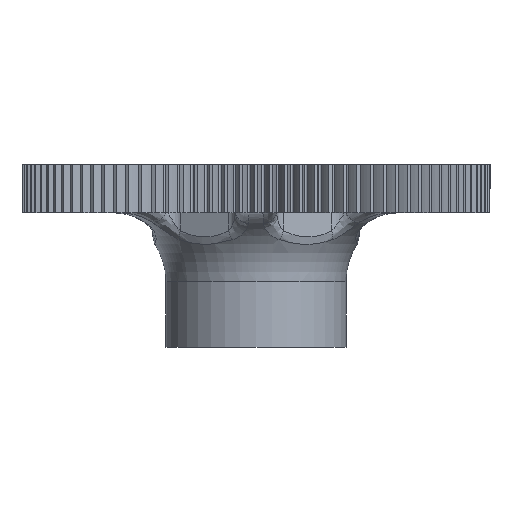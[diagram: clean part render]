
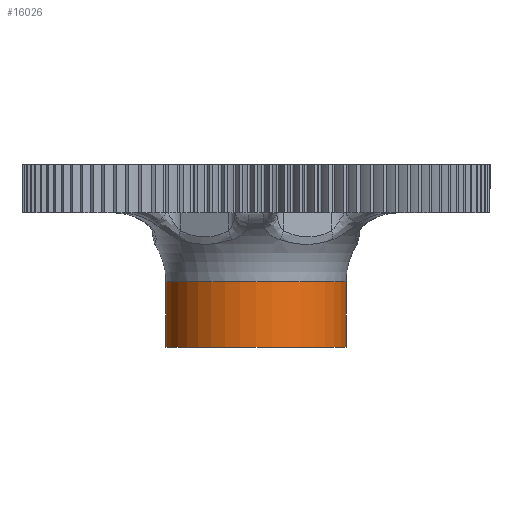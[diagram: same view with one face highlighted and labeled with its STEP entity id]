
A CAD part, front view. The second image highlights one B-rep face of the part: STEP entity #16026.
In plain terms, the highlighted cylindrical face has radius 13.082 mm (diameter 26.163 mm), a partial arc.
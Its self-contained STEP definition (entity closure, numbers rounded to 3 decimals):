
#408 = CIRCLE ( 'NONE', #12401, 13.082 ) ;
#645 = DIRECTION ( 'NONE',  ( 1., 0., 0. ) ) ;
#961 = CARTESIAN_POINT ( 'NONE',  ( 13.082, 0., 7. ) ) ;
#1725 = CARTESIAN_POINT ( 'NONE',  ( -13.082, 0., -2.5 ) ) ;
#2139 = CYLINDRICAL_SURFACE ( 'NONE', #18204, 13.082 ) ;
#2917 = VERTEX_POINT ( 'NONE', #1725 ) ;
#2950 = LINE ( 'NONE', #5103, #3971 ) ;
#3226 = DIRECTION ( 'NONE',  ( 1., 0., 0. ) ) ;
#3516 = ORIENTED_EDGE ( 'NONE', *, *, #21215, .F. ) ;
#3532 = CARTESIAN_POINT ( 'NONE',  ( 13.082, 0., -2.5 ) ) ;
#3971 = VECTOR ( 'NONE', #13255, 1000. ) ;
#5103 = CARTESIAN_POINT ( 'NONE',  ( 13.082, 0., -2.5 ) ) ;
#5366 = EDGE_CURVE ( 'NONE', #13118, #12006, #408, .T. ) ;
#5694 = ORIENTED_EDGE ( 'NONE', *, *, #5366, .T. ) ;
#6325 = FACE_OUTER_BOUND ( 'NONE', #12558, .T. ) ;
#8683 = VERTEX_POINT ( 'NONE', #3532 ) ;
#8843 = LINE ( 'NONE', #14776, #17167 ) ;
#8975 = CARTESIAN_POINT ( 'NONE',  ( 0., 0., 7. ) ) ;
#10663 = DIRECTION ( 'NONE',  ( 0., 0., -1. ) ) ;
#10942 = EDGE_CURVE ( 'NONE', #2917, #8683, #15857, .T. ) ;
#11814 = DIRECTION ( 'NONE',  ( 0., 0., 1. ) ) ;
#11968 = DIRECTION ( 'NONE',  ( 1., 0., 0. ) ) ;
#12006 = VERTEX_POINT ( 'NONE', #19006 ) ;
#12046 = DIRECTION ( 'NONE',  ( 0., 0., 1. ) ) ;
#12401 = AXIS2_PLACEMENT_3D ( 'NONE', #8975, #10663, #645 ) ;
#12558 = EDGE_LOOP ( 'NONE', ( #3516, #16371, #14741, #5694 ) ) ;
#13057 = DIRECTION ( 'NONE',  ( 0., 0., 1. ) ) ;
#13118 = VERTEX_POINT ( 'NONE', #961 ) ;
#13255 = DIRECTION ( 'NONE',  ( 0., 0., 1. ) ) ;
#13259 = CARTESIAN_POINT ( 'NONE',  ( 0., 0., -2.5 ) ) ;
#13500 = AXIS2_PLACEMENT_3D ( 'NONE', #13259, #11814, #3226 ) ;
#14741 = ORIENTED_EDGE ( 'NONE', *, *, #18812, .T. ) ;
#14776 = CARTESIAN_POINT ( 'NONE',  ( -13.082, 0., -2.5 ) ) ;
#15857 = CIRCLE ( 'NONE', #13500, 13.082 ) ;
#16026 = ADVANCED_FACE ( 'NONE', ( #6325 ), #2139, .T. ) ;
#16371 = ORIENTED_EDGE ( 'NONE', *, *, #10942, .T. ) ;
#17167 = VECTOR ( 'NONE', #13057, 1000. ) ;
#18204 = AXIS2_PLACEMENT_3D ( 'NONE', #18509, #12046, #11968 ) ;
#18509 = CARTESIAN_POINT ( 'NONE',  ( 0., 0., -2.5 ) ) ;
#18812 = EDGE_CURVE ( 'NONE', #8683, #13118, #2950, .T. ) ;
#19006 = CARTESIAN_POINT ( 'NONE',  ( -13.082, 0., 7. ) ) ;
#21215 = EDGE_CURVE ( 'NONE', #2917, #12006, #8843, .T. ) ;
